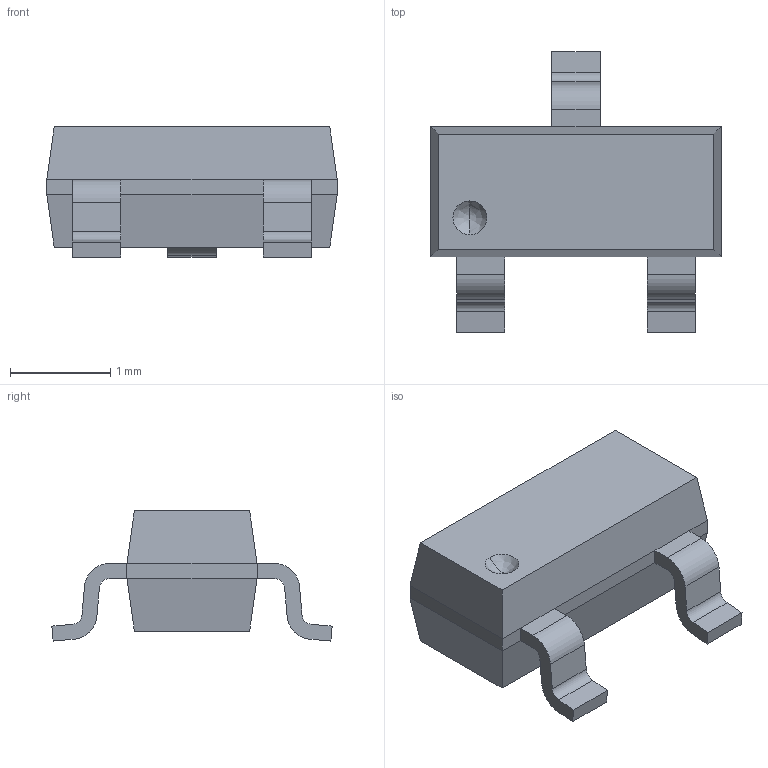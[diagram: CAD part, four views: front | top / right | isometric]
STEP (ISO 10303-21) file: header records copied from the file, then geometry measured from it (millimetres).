
FILE_DESCRIPTION(('FreeCAD Model'),'2;1');
FILE_NAME('sot23.STEP','2016-02-15T10:56:10',('Author'),(''), 'Open CASCADE STEP processor 6.8','FreeCAD','Unknown');
FILE_SCHEMA(('AUTOMOTIVE_DESIGN_CC2 { 1 2 10303 214 -1 1 5 4 }'));
Length unit declared in the file: millimetre
Products named in the file (1): sot23
Bounding box: 2.9 x 2.8 x 1.3 mm (x, y, z)
Volume: 4.5 mm3; surface area: 20.7 mm2
Topology: 1 solids, 1 shells, 58 faces, 148 edges, 91 vertices
Faces by surface type: plane 44, cylinder 12, bspline 2
Entity records: 5270 total; most frequent: CARTESIAN_POINT 1986, DIRECTION 514, LINE 330, VECTOR 330, ORIENTED_EDGE 292, PCURVE 292, DEFINITIONAL_REPRESENTATION 292, EDGE_CURVE 146
